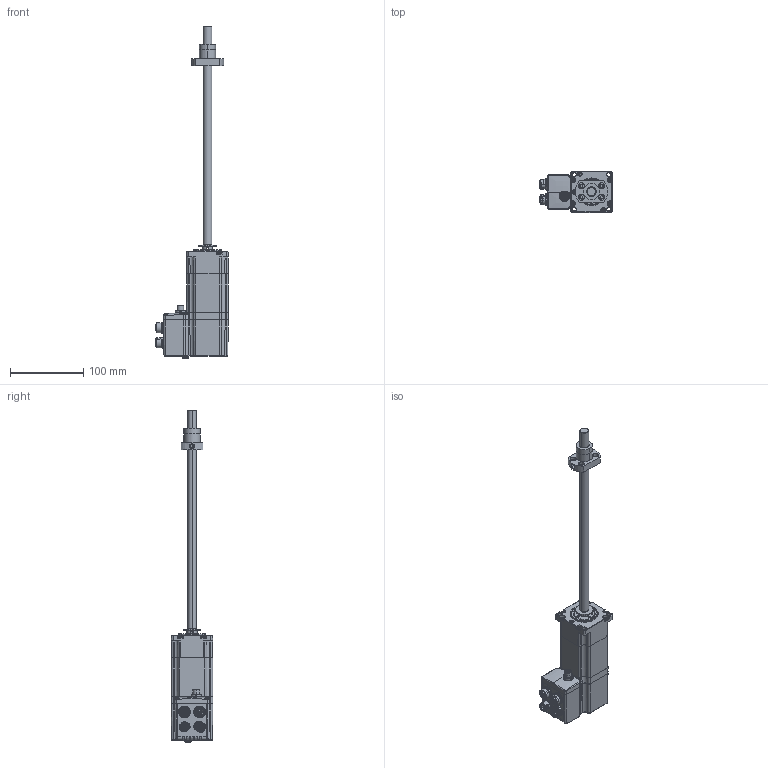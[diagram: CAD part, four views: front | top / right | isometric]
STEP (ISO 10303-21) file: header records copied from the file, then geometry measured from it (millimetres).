
FILE_DESCRIPTION (( 'STEP AP203' ), '1' );
FILE_NAME ('01-MIS232T66yyxxS6 + WY-XB019-10 (for review 2).STEP', '2023-07-13T10:37:59', ( '' ), ( '' ), 'SwSTEP 2.0', 'SolidWorks 2023', '' );
FILE_SCHEMA (( 'CONFIG_CONTROL_DESIGN' ));
Length unit declared in the file: millimetre
Products named in the file (6): Ball Screw WY-XB019-10; MIS232T66yyxxS6; Stopper Washer; Ball Screw WY-XB019-10 screw; Ball Screw WY-XB019-10 nut; 01-MIS232T66yyxxS6 + WY-XB019-10 (for review 2)
Assembly tree (5 placements, depth 3):
  01-MIS232T66yyxxS6 + WY-XB019-10 (for review 2)
    MIS232T66yyxxS6
    Ball Screw WY-XB019-10
      Ball Screw WY-XB019-10 nut
      Ball Screw WY-XB019-10 screw
    Stopper Washer
Bounding box: 99.82 x 56.67 x 454.2 mm (x, y, z)
Volume: 551726.3 mm3; surface area: 78419.1 mm2
Topology: 5 solids, 16 shells, 2291 faces, 5746 edges, 3560 vertices
Faces by surface type: plane 967, cylinder 589, cone 310, bspline 246, torus 133, sphere 46
Entity records: 103663 total; most frequent: CARTESIAN_POINT 50675, ORIENTED_EDGE 11412, DIRECTION 10282, EDGE_CURVE 5706, AXIS2_PLACEMENT_3D 3785, VERTEX_POINT 3560, VECTOR 2712, LINE 2712
